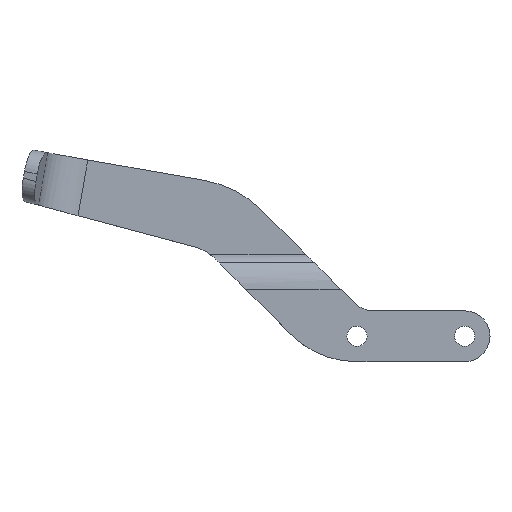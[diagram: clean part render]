
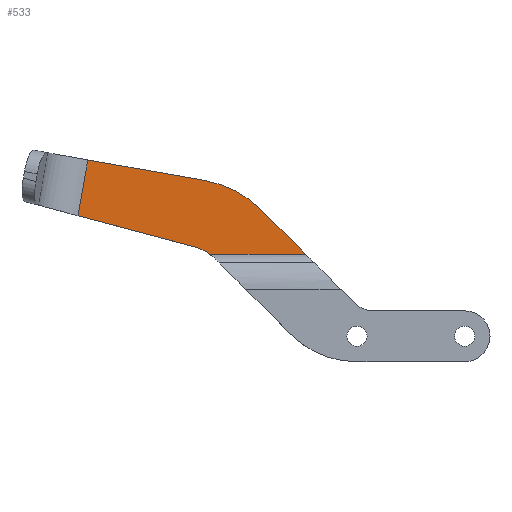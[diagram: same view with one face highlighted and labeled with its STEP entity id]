
A CAD part, top view. The second image highlights one B-rep face of the part: STEP entity #533.
In plain terms, the highlighted planar face has unit normal (0, 0, 1).
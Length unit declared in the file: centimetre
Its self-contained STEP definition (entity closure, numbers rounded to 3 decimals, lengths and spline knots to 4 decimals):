
#19=CIRCLE('',#565,0.9525);
#28=CIRCLE('',#584,2.54);
#70=FACE_OUTER_BOUND('',#102,.T.);
#102=EDGE_LOOP('',(#448,#449,#450,#451,#452,#453,#454));
#119=LINE('',#801,#165);
#136=LINE('',#885,#182);
#142=LINE('',#901,#188);
#149=LINE('',#922,#195);
#150=LINE('',#923,#196);
#165=VECTOR('',#632,2.54);
#182=VECTOR('',#699,2.54);
#188=VECTOR('',#711,2.54);
#195=VECTOR('',#740,2.54);
#196=VECTOR('',#741,2.54);
#226=VERTEX_POINT('',#798);
#227=VERTEX_POINT('',#800);
#230=VERTEX_POINT('',#807);
#231=VERTEX_POINT('',#816);
#249=VERTEX_POINT('',#870);
#255=VERTEX_POINT('',#883);
#262=VERTEX_POINT('',#900);
#278=EDGE_CURVE('',#226,#227,#119,.T.);
#282=EDGE_CURVE('',#231,#230,#19,.T.);
#308=EDGE_CURVE('',#249,#226,#28,.T.);
#314=EDGE_CURVE('',#255,#249,#136,.T.);
#322=EDGE_CURVE('',#262,#231,#142,.T.);
#333=EDGE_CURVE('',#255,#262,#149,.T.);
#334=EDGE_CURVE('',#230,#227,#150,.T.);
#448=ORIENTED_EDGE('',*,*,#308,.F.);
#449=ORIENTED_EDGE('',*,*,#314,.F.);
#450=ORIENTED_EDGE('',*,*,#333,.T.);
#451=ORIENTED_EDGE('',*,*,#322,.T.);
#452=ORIENTED_EDGE('',*,*,#282,.T.);
#453=ORIENTED_EDGE('',*,*,#334,.T.);
#454=ORIENTED_EDGE('',*,*,#278,.F.);
#513=PLANE('',#601);
#533=ADVANCED_FACE('',(#70),#513,.F.);
#565=AXIS2_PLACEMENT_3D('',#817,#638,#639);
#584=AXIS2_PLACEMENT_3D('',#873,#688,#689);
#601=AXIS2_PLACEMENT_3D('',#921,#738,#739);
#632=DIRECTION('',(0.707,-0.707,0.));
#638=DIRECTION('center_axis',(0.,0.,-1.));
#639=DIRECTION('ref_axis',(-1.,0.,0.));
#688=DIRECTION('center_axis',(0.,0.,-1.));
#689=DIRECTION('ref_axis',(-1.,0.,0.));
#699=DIRECTION('',(0.985,-0.174,0.));
#711=DIRECTION('',(0.966,-0.259,0.));
#738=DIRECTION('center_axis',(0.,0.,-1.));
#739=DIRECTION('ref_axis',(-1.,0.,0.));
#740=DIRECTION('',(-0.174,-0.985,0.));
#741=DIRECTION('',(1.,0.,0.));
#798=CARTESIAN_POINT('',(-4.7884,2.9728,0.));
#800=CARTESIAN_POINT('',(-3.7555,1.94,0.));
#801=CARTESIAN_POINT('',(-4.7884,2.9728,0.));
#807=CARTESIAN_POINT('',(-6.0145,1.94,0.));
#816=CARTESIAN_POINT('',(-6.3379,2.0968,0.));
#817=CARTESIAN_POINT('Origin',(-6.5844,1.1768,0.));
#870=CARTESIAN_POINT('',(-6.1433,3.6782,0.));
#873=CARTESIAN_POINT('Origin',(-6.5844,1.1768,0.));
#883=CARTESIAN_POINT('',(-8.89,4.1625,0.));
#885=CARTESIAN_POINT('',(-8.89,4.1625,0.));
#900=CARTESIAN_POINT('',(-9.1227,2.843,0.));
#901=CARTESIAN_POINT('',(-9.1227,2.843,0.));
#921=CARTESIAN_POINT('Origin',(-9.1227,1.94,0.));
#922=CARTESIAN_POINT('',(-8.89,4.1625,0.));
#923=CARTESIAN_POINT('',(-6.0145,1.94,0.));
